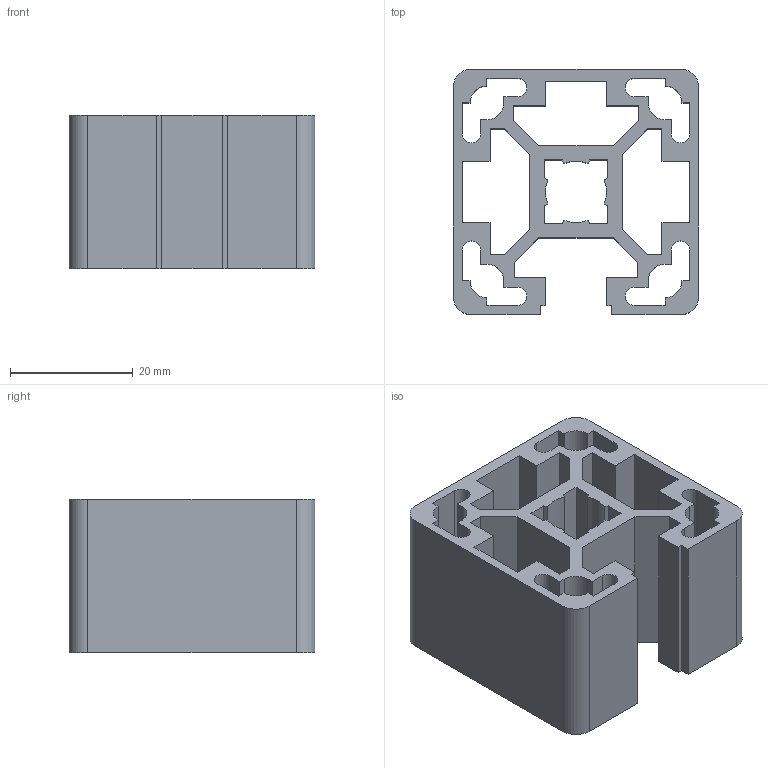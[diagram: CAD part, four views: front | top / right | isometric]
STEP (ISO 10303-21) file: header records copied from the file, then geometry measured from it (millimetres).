
FILE_DESCRIPTION((''),'2;1');
FILE_NAME('40x40 1S.ipt.stp','2011-06-06T11:21:13',(''),(''),'Autodesk Inventor 2011','Autodesk Inventor 2011','');
FILE_SCHEMA(('AUTOMOTIVE_DESIGN { 1 0 10303 214 1 1 1 1 }'));
Length unit declared in the file: millimetre
Products named in the file (1): 40x40 1S
Bounding box: 40 x 40 x 25 mm (x, y, z)
Volume: 15431.7 mm3; surface area: 15292.1 mm2
Topology: 1 solids, 1 shells, 122 faces, 360 edges, 240 vertices
Faces by surface type: plane 98, cylinder 24
Entity records: 4090 total; most frequent: CARTESIAN_POINT 723, ORIENTED_EDGE 720, DIRECTION 654, EDGE_CURVE 360, VECTOR 312, LINE 312, VERTEX_POINT 240, AXIS2_PLACEMENT_3D 171
